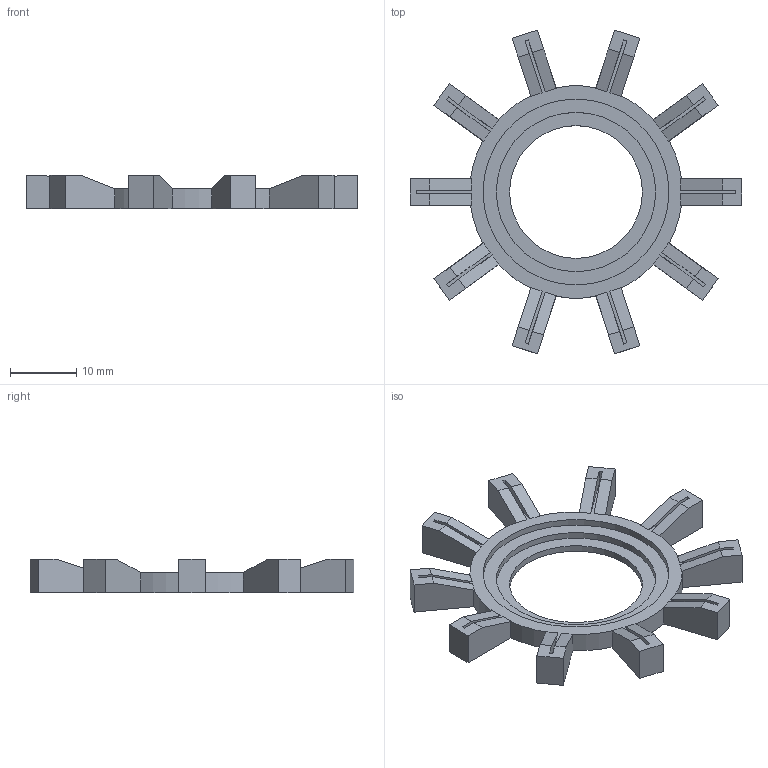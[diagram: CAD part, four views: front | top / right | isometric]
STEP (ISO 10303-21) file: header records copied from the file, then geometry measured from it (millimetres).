
FILE_DESCRIPTION(('FreeCAD Model'),'2;1');
FILE_NAME('dp2.step', '2015-01-02T16:40:29',('Author'),(''), 'Open CASCADE STEP processor 6.7','FreeCAD','Unknown');
FILE_SCHEMA(('AUTOMOTIVE_DESIGN_CC2 { 1 2 10303 214 -1 1 5 4 }'));
Length unit declared in the file: millimetre
Products named in the file (1): dp2
Bounding box: 50 x 48.79 x 5 mm (x, y, z)
Volume: 2552.5 mm3; surface area: 3327.5 mm2
Topology: 1 solids, 1 shells, 107 faces, 329 edges, 226 vertices
Faces by surface type: plane 94, cylinder 13
Full cylindrical faces by diameter (mm): 20 x1, 24 x1, 28 x1
Entity records: 7884 total; most frequent: CARTESIAN_POINT 1487, DIRECTION 1118, LINE 835, VECTOR 835, ORIENTED_EDGE 658, PCURVE 658, DEFINITIONAL_REPRESENTATION 658, EDGE_CURVE 329
